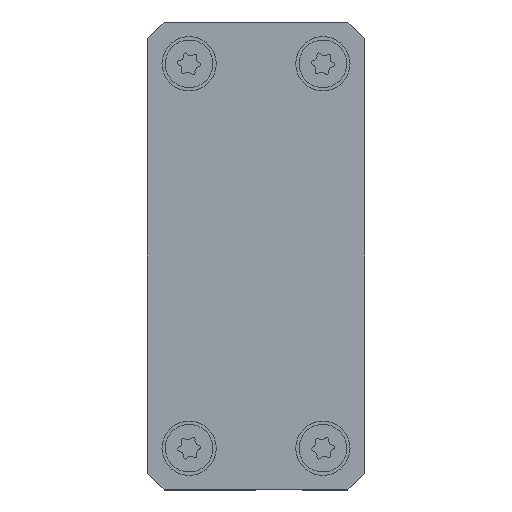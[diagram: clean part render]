
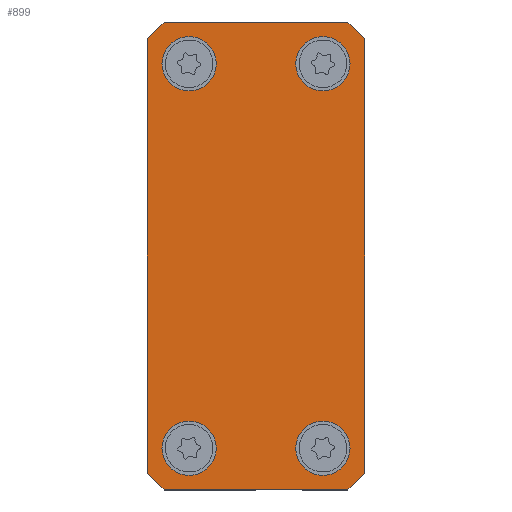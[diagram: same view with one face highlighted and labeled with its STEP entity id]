
A CAD part, left-side view. The second image highlights one B-rep face of the part: STEP entity #899.
In plain terms, the highlighted face is planar.
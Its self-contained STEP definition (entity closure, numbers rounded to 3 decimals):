
#49 = CIRCLE ( 'NONE', #2886, 3.25 ) ;
#54 = AXIS2_PLACEMENT_3D ( 'NONE', #9932, #2213, #9027 ) ;
#149 = CARTESIAN_POINT ( 'NONE',  ( -28., 0., 13. ) ) ;
#160 = CARTESIAN_POINT ( 'NONE',  ( 23., 0., -8. ) ) ;
#177 = DIRECTION ( 'NONE',  ( -0.707, 0., 0.707 ) ) ;
#183 = DIRECTION ( 'NONE',  ( 0., 0., -1. ) ) ;
#303 = VECTOR ( 'NONE', #805, 1000. ) ;
#371 = FACE_BOUND ( 'NONE', #1134, .T. ) ;
#487 = CARTESIAN_POINT ( 'NONE',  ( 23., 0., 8. ) ) ;
#552 = CARTESIAN_POINT ( 'NONE',  ( -28., 0., -13. ) ) ;
#559 = EDGE_CURVE ( 'NONE', #9411, #9029, #49, .T. ) ;
#622 = EDGE_CURVE ( 'NONE', #9029, #9411, #2172, .T. ) ;
#757 = EDGE_CURVE ( 'NONE', #7688, #9537, #5931, .T. ) ;
#805 = DIRECTION ( 'NONE',  ( -0.707, 0., -0.707 ) ) ;
#891 = LINE ( 'NONE', #2456, #8742 ) ;
#899 = ADVANCED_FACE ( 'NONE', ( #371, #3771, #8135, #10777, #6518 ), #9825, .T. ) ;
#952 = AXIS2_PLACEMENT_3D ( 'NONE', #3592, #4379, #7803 ) ;
#975 = CARTESIAN_POINT ( 'NONE',  ( -23., 0., 8. ) ) ;
#990 = EDGE_CURVE ( 'NONE', #5342, #10282, #3270, .T. ) ;
#1017 = ORIENTED_EDGE ( 'NONE', *, *, #2396, .F. ) ;
#1134 = EDGE_LOOP ( 'NONE', ( #2067, #7304 ) ) ;
#1260 = CARTESIAN_POINT ( 'NONE',  ( 23., 0., -8. ) ) ;
#1398 = LINE ( 'NONE', #552, #2590 ) ;
#1502 = DIRECTION ( 'NONE',  ( 0., 0., -1. ) ) ;
#1514 = VECTOR ( 'NONE', #2560, 1000. ) ;
#1531 = EDGE_CURVE ( 'NONE', #8346, #2804, #3518, .T. ) ;
#1588 = CARTESIAN_POINT ( 'NONE',  ( 19.5, 0., 19.5 ) ) ;
#1643 = VERTEX_POINT ( 'NONE', #6322 ) ;
#1693 = DIRECTION ( 'NONE',  ( 0., 0., -1. ) ) ;
#1735 = CIRCLE ( 'NONE', #5106, 3.25 ) ;
#1795 = DIRECTION ( 'NONE',  ( 0.707, 0., 0.707 ) ) ;
#1844 = CARTESIAN_POINT ( 'NONE',  ( 28., 0., -11. ) ) ;
#1970 = CARTESIAN_POINT ( 'NONE',  ( -23., 0., -11.25 ) ) ;
#2067 = ORIENTED_EDGE ( 'NONE', *, *, #559, .F. ) ;
#2107 = ORIENTED_EDGE ( 'NONE', *, *, #990, .T. ) ;
#2163 = CARTESIAN_POINT ( 'NONE',  ( 23., 0., 11.25 ) ) ;
#2172 = CIRCLE ( 'NONE', #5923, 3.25 ) ;
#2213 = DIRECTION ( 'NONE',  ( 0., -1., 0. ) ) ;
#2396 = EDGE_CURVE ( 'NONE', #10114, #10924, #10350, .T. ) ;
#2456 = CARTESIAN_POINT ( 'NONE',  ( -28., 0., 13. ) ) ;
#2554 = DIRECTION ( 'NONE',  ( 0.707, 0., -0.707 ) ) ;
#2560 = DIRECTION ( 'NONE',  ( 1., 0., 0. ) ) ;
#2577 = CARTESIAN_POINT ( 'NONE',  ( -23., 0., 4.75 ) ) ;
#2590 = VECTOR ( 'NONE', #9449, 1000. ) ;
#2772 = EDGE_CURVE ( 'NONE', #5342, #7669, #891, .T. ) ;
#2804 = VERTEX_POINT ( 'NONE', #1844 ) ;
#2886 = AXIS2_PLACEMENT_3D ( 'NONE', #3112, #7260, #10671 ) ;
#2889 = VECTOR ( 'NONE', #1502, 1000. ) ;
#3057 = DIRECTION ( 'NONE',  ( 0., 0., -1. ) ) ;
#3112 = CARTESIAN_POINT ( 'NONE',  ( 23., 0., 8. ) ) ;
#3270 = LINE ( 'NONE', #4218, #8269 ) ;
#3355 = DIRECTION ( 'NONE',  ( 0., -1., 0. ) ) ;
#3378 = LINE ( 'NONE', #5090, #303 ) ;
#3407 = VERTEX_POINT ( 'NONE', #9513 ) ;
#3434 = EDGE_CURVE ( 'NONE', #5808, #3407, #6937, .T. ) ;
#3454 = EDGE_LOOP ( 'NONE', ( #6562, #9440 ) ) ;
#3505 = CARTESIAN_POINT ( 'NONE',  ( -26., 0., -13. ) ) ;
#3518 = LINE ( 'NONE', #4033, #4666 ) ;
#3592 = CARTESIAN_POINT ( 'NONE',  ( -23., 0., -8. ) ) ;
#3771 = FACE_BOUND ( 'NONE', #6392, .T. ) ;
#3890 = AXIS2_PLACEMENT_3D ( 'NONE', #6095, #4567, #183 ) ;
#3985 = AXIS2_PLACEMENT_3D ( 'NONE', #7845, #3355, #1693 ) ;
#4033 = CARTESIAN_POINT ( 'NONE',  ( 19.5, 0., -19.5 ) ) ;
#4180 = CIRCLE ( 'NONE', #3985, 3.25 ) ;
#4218 = CARTESIAN_POINT ( 'NONE',  ( -19.5, 0., -19.5 ) ) ;
#4235 = VERTEX_POINT ( 'NONE', #5606 ) ;
#4287 = ORIENTED_EDGE ( 'NONE', *, *, #757, .F. ) ;
#4339 = EDGE_LOOP ( 'NONE', ( #1017, #4438 ) ) ;
#4349 = DIRECTION ( 'NONE',  ( 0., 0., -1. ) ) ;
#4379 = DIRECTION ( 'NONE',  ( 0., -1., 0. ) ) ;
#4438 = ORIENTED_EDGE ( 'NONE', *, *, #6731, .F. ) ;
#4546 = CARTESIAN_POINT ( 'NONE',  ( -28., 0., 11. ) ) ;
#4551 = DIRECTION ( 'NONE',  ( 0., -1., 0. ) ) ;
#4567 = DIRECTION ( 'NONE',  ( 0., -1., 0. ) ) ;
#4666 = VECTOR ( 'NONE', #1795, 1000. ) ;
#4764 = CARTESIAN_POINT ( 'NONE',  ( -23., 0., 11.25 ) ) ;
#4818 = CARTESIAN_POINT ( 'NONE',  ( -28., 0., -11. ) ) ;
#5037 = EDGE_CURVE ( 'NONE', #1643, #3407, #7594, .T. ) ;
#5090 = CARTESIAN_POINT ( 'NONE',  ( -19.5, 0., 19.5 ) ) ;
#5106 = AXIS2_PLACEMENT_3D ( 'NONE', #1260, #8916, #7188 ) ;
#5150 = ORIENTED_EDGE ( 'NONE', *, *, #5242, .F. ) ;
#5153 = DIRECTION ( 'NONE',  ( 0., 0., -1. ) ) ;
#5242 = EDGE_CURVE ( 'NONE', #9537, #7688, #1735, .T. ) ;
#5342 = VERTEX_POINT ( 'NONE', #4818 ) ;
#5439 = ORIENTED_EDGE ( 'NONE', *, *, #8988, .T. ) ;
#5606 = CARTESIAN_POINT ( 'NONE',  ( -23., 0., -4.75 ) ) ;
#5734 = LINE ( 'NONE', #9150, #2889 ) ;
#5808 = VERTEX_POINT ( 'NONE', #10029 ) ;
#5863 = ORIENTED_EDGE ( 'NONE', *, *, #7417, .F. ) ;
#5923 = AXIS2_PLACEMENT_3D ( 'NONE', #487, #7321, #3057 ) ;
#5931 = CIRCLE ( 'NONE', #7911, 3.25 ) ;
#6095 = CARTESIAN_POINT ( 'NONE',  ( -23., 0., 8. ) ) ;
#6099 = CARTESIAN_POINT ( 'NONE',  ( 26., 0., -13. ) ) ;
#6322 = CARTESIAN_POINT ( 'NONE',  ( -26., 0., 13. ) ) ;
#6392 = EDGE_LOOP ( 'NONE', ( #4287, #5150 ) ) ;
#6518 = FACE_OUTER_BOUND ( 'NONE', #8157, .T. ) ;
#6552 = CARTESIAN_POINT ( 'NONE',  ( 23., 0., 4.75 ) ) ;
#6562 = ORIENTED_EDGE ( 'NONE', *, *, #7963, .F. ) ;
#6619 = ORIENTED_EDGE ( 'NONE', *, *, #2772, .F. ) ;
#6731 = EDGE_CURVE ( 'NONE', #10924, #10114, #7730, .T. ) ;
#6741 = ORIENTED_EDGE ( 'NONE', *, *, #5037, .F. ) ;
#6872 = VERTEX_POINT ( 'NONE', #1970 ) ;
#6937 = LINE ( 'NONE', #1588, #9830 ) ;
#6960 = DIRECTION ( 'NONE',  ( 0., -1., 0. ) ) ;
#7055 = CARTESIAN_POINT ( 'NONE',  ( 23., 0., -4.75 ) ) ;
#7116 = ORIENTED_EDGE ( 'NONE', *, *, #8660, .F. ) ;
#7188 = DIRECTION ( 'NONE',  ( 0., 0., -1. ) ) ;
#7260 = DIRECTION ( 'NONE',  ( 0., -1., 0. ) ) ;
#7304 = ORIENTED_EDGE ( 'NONE', *, *, #622, .F. ) ;
#7321 = DIRECTION ( 'NONE',  ( 0., -1., 0. ) ) ;
#7417 = EDGE_CURVE ( 'NONE', #5808, #2804, #5734, .T. ) ;
#7594 = LINE ( 'NONE', #149, #1514 ) ;
#7669 = VERTEX_POINT ( 'NONE', #4546 ) ;
#7688 = VERTEX_POINT ( 'NONE', #8809 ) ;
#7730 = CIRCLE ( 'NONE', #9146, 3.25 ) ;
#7803 = DIRECTION ( 'NONE',  ( 0., 0., -1. ) ) ;
#7845 = CARTESIAN_POINT ( 'NONE',  ( -23., 0., -8. ) ) ;
#7911 = AXIS2_PLACEMENT_3D ( 'NONE', #160, #4551, #4349 ) ;
#7963 = EDGE_CURVE ( 'NONE', #6872, #4235, #10592, .T. ) ;
#8135 = FACE_BOUND ( 'NONE', #3454, .T. ) ;
#8157 = EDGE_LOOP ( 'NONE', ( #6619, #2107, #7116, #10176, #5863, #9112, #6741, #5439 ) ) ;
#8269 = VECTOR ( 'NONE', #2554, 1000. ) ;
#8284 = EDGE_CURVE ( 'NONE', #4235, #6872, #4180, .T. ) ;
#8346 = VERTEX_POINT ( 'NONE', #6099 ) ;
#8660 = EDGE_CURVE ( 'NONE', #8346, #10282, #1398, .T. ) ;
#8742 = VECTOR ( 'NONE', #9276, 1000. ) ;
#8809 = CARTESIAN_POINT ( 'NONE',  ( 23., 0., -11.25 ) ) ;
#8916 = DIRECTION ( 'NONE',  ( 0., -1., 0. ) ) ;
#8988 = EDGE_CURVE ( 'NONE', #1643, #7669, #3378, .T. ) ;
#9027 = DIRECTION ( 'NONE',  ( 0., 0., -1. ) ) ;
#9029 = VERTEX_POINT ( 'NONE', #2163 ) ;
#9112 = ORIENTED_EDGE ( 'NONE', *, *, #3434, .T. ) ;
#9146 = AXIS2_PLACEMENT_3D ( 'NONE', #975, #6960, #5153 ) ;
#9150 = CARTESIAN_POINT ( 'NONE',  ( 28., 0., 13. ) ) ;
#9276 = DIRECTION ( 'NONE',  ( 0., 0., 1. ) ) ;
#9411 = VERTEX_POINT ( 'NONE', #6552 ) ;
#9440 = ORIENTED_EDGE ( 'NONE', *, *, #8284, .F. ) ;
#9449 = DIRECTION ( 'NONE',  ( -1., 0., 0. ) ) ;
#9513 = CARTESIAN_POINT ( 'NONE',  ( 26., 0., 13. ) ) ;
#9537 = VERTEX_POINT ( 'NONE', #7055 ) ;
#9825 = PLANE ( 'NONE',  #54 ) ;
#9830 = VECTOR ( 'NONE', #177, 1000. ) ;
#9932 = CARTESIAN_POINT ( 'NONE',  ( 0., 0., 0. ) ) ;
#10029 = CARTESIAN_POINT ( 'NONE',  ( 28., 0., 11. ) ) ;
#10114 = VERTEX_POINT ( 'NONE', #2577 ) ;
#10176 = ORIENTED_EDGE ( 'NONE', *, *, #1531, .T. ) ;
#10282 = VERTEX_POINT ( 'NONE', #3505 ) ;
#10350 = CIRCLE ( 'NONE', #3890, 3.25 ) ;
#10592 = CIRCLE ( 'NONE', #952, 3.25 ) ;
#10671 = DIRECTION ( 'NONE',  ( 0., 0., -1. ) ) ;
#10777 = FACE_BOUND ( 'NONE', #4339, .T. ) ;
#10924 = VERTEX_POINT ( 'NONE', #4764 ) ;
